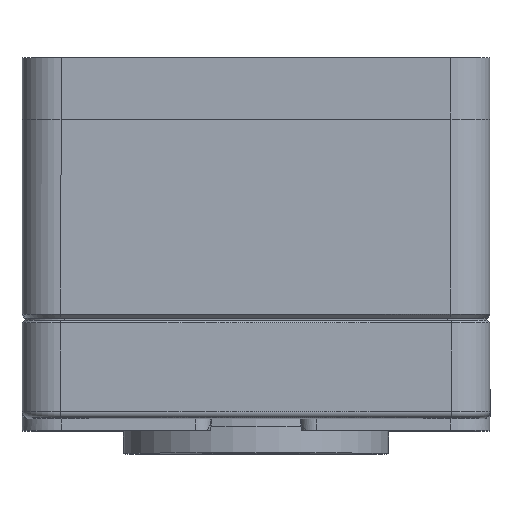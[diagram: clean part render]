
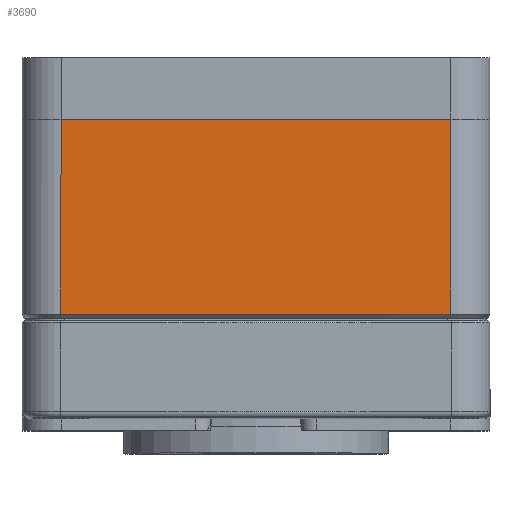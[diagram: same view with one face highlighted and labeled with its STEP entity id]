
A CAD part, top view. The second image highlights one B-rep face of the part: STEP entity #3690.
In plain terms, the highlighted planar face has unit normal (0, 0, 1).
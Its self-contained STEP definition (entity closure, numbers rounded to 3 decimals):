
#606=CARTESIAN_POINT('',(-25.,1.5,60.25));
#607=VERTEX_POINT('',#606);
#672=CARTESIAN_POINT('',(25.,1.5,60.25));
#673=VERTEX_POINT('',#672);
#680=CARTESIAN_POINT('',(25.,1.5,60.25));
#681=DIRECTION('',(-1.0,0.0,0.0));
#682=VECTOR('',#681,50.);
#683=LINE('',#680,#682);
#684=EDGE_CURVE('',#673,#607,#683,.T.);
#1967=CARTESIAN_POINT('',(-25.0,26.5,60.25));
#1968=VERTEX_POINT('',#1967);
#1976=CARTESIAN_POINT('',(25.0,26.5,60.25));
#1977=VERTEX_POINT('',#1976);
#1978=CARTESIAN_POINT('',(-25.0,26.5,60.25));
#1979=DIRECTION('',(1.0,0.0,0.0));
#1980=VECTOR('',#1979,50.0);
#1981=LINE('',#1978,#1980);
#1982=EDGE_CURVE('',#1968,#1977,#1981,.T.);
#3663=CARTESIAN_POINT('',(-25.,1.5,60.25));
#3664=DIRECTION('',(0.0,1.0,0.0));
#3665=VECTOR('',#3664,25.);
#3666=LINE('',#3663,#3665);
#3667=EDGE_CURVE('',#607,#1968,#3666,.T.);
#3674=CARTESIAN_POINT('',(-25.,0.0,60.25));
#3675=DIRECTION('',(0.0,0.0,1.0));
#3676=DIRECTION('',(1.0,0.0,0.0));
#3677=AXIS2_PLACEMENT_3D('',#3674,#3675,#3676);
#3678=PLANE('',#3677);
#3679=ORIENTED_EDGE('',*,*,#684,.F.);
#3680=CARTESIAN_POINT('',(25.,26.5,60.25));
#3681=DIRECTION('',(0.0,-1.0,0.0));
#3682=VECTOR('',#3681,25.);
#3683=LINE('',#3680,#3682);
#3684=EDGE_CURVE('',#1977,#673,#3683,.T.);
#3685=ORIENTED_EDGE('',*,*,#3684,.F.);
#3686=ORIENTED_EDGE('',*,*,#1982,.F.);
#3687=ORIENTED_EDGE('',*,*,#3667,.F.);
#3688=EDGE_LOOP('',(#3679,#3685,#3686,#3687));
#3689=FACE_OUTER_BOUND('',#3688,.T.);
#3690=ADVANCED_FACE('',(#3689),#3678,.T.);
